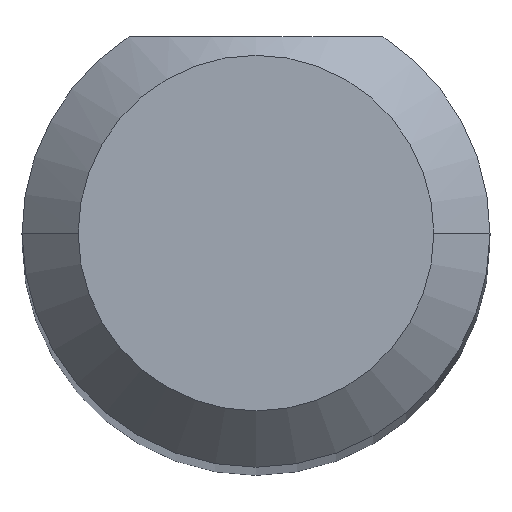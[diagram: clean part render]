
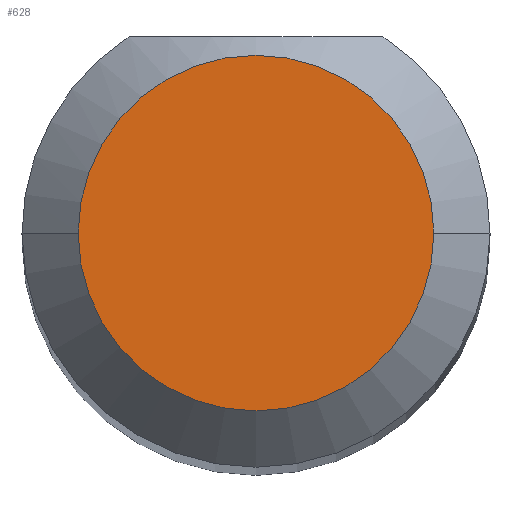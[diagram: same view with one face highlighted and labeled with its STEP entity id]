
A CAD part, top view. The second image highlights one B-rep face of the part: STEP entity #628.
In plain terms, the highlighted planar face has unit normal (0, 0, 1).
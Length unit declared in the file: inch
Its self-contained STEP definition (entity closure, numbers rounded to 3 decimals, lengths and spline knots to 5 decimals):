
#9 = AXIS2_PLACEMENT_3D ( 'NONE', #1032, #342, #1019 ) ;
#21 = ORIENTED_EDGE ( 'NONE', *, *, #759, .T. ) ;
#39 = CARTESIAN_POINT ( 'NONE',  ( 0.0475, 0., 1.5 ) ) ;
#135 = VERTEX_POINT ( 'NONE', #257 ) ;
#142 = DIRECTION ( 'NONE',  ( 1., 0., 0. ) ) ;
#218 = DIRECTION ( 'NONE',  ( 0., 0., 1. ) ) ;
#236 = ORIENTED_EDGE ( 'NONE', *, *, #831, .T. ) ;
#257 = CARTESIAN_POINT ( 'NONE',  ( -0.0475, 0., 1.5 ) ) ;
#311 = DIRECTION ( 'NONE',  ( 1., 0., 0. ) ) ;
#317 = FACE_OUTER_BOUND ( 'NONE', #972, .T. ) ;
#342 = DIRECTION ( 'NONE',  ( 0., 0., 1. ) ) ;
#490 = CIRCLE ( 'NONE', #9, 0.0475 ) ;
#572 = PLANE ( 'NONE',  #652 ) ;
#628 = ADVANCED_FACE ( 'NONE', ( #317 ), #572, .T. ) ;
#652 = AXIS2_PLACEMENT_3D ( 'NONE', #731, #218, #142 ) ;
#731 = CARTESIAN_POINT ( 'NONE',  ( 0., 0., 1.5 ) ) ;
#752 = VERTEX_POINT ( 'NONE', #39 ) ;
#759 = EDGE_CURVE ( 'NONE', #752, #135, #877, .T. ) ;
#789 = AXIS2_PLACEMENT_3D ( 'NONE', #824, #1082, #311 ) ;
#824 = CARTESIAN_POINT ( 'NONE',  ( 0., 0., 1.5 ) ) ;
#831 = EDGE_CURVE ( 'NONE', #135, #752, #490, .T. ) ;
#877 = CIRCLE ( 'NONE', #789, 0.0475 ) ;
#972 = EDGE_LOOP ( 'NONE', ( #236, #21 ) ) ;
#1019 = DIRECTION ( 'NONE',  ( 1., 0., 0. ) ) ;
#1032 = CARTESIAN_POINT ( 'NONE',  ( 0., 0., 1.5 ) ) ;
#1082 = DIRECTION ( 'NONE',  ( 0., 0., 1. ) ) ;
